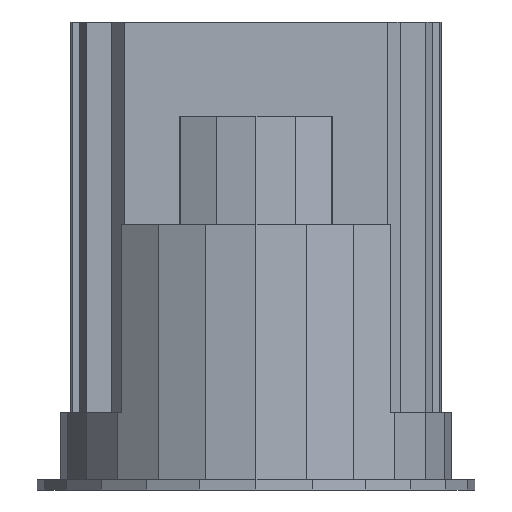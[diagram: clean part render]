
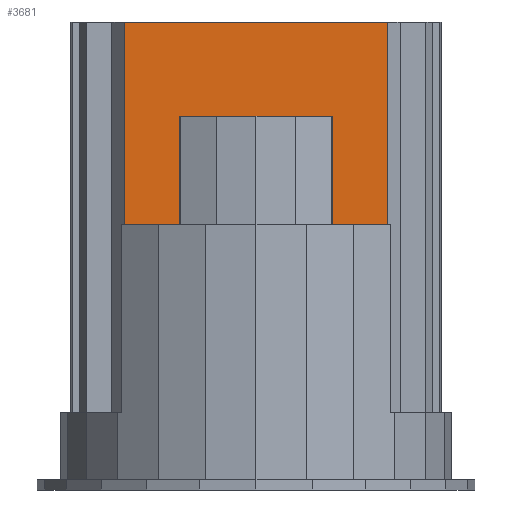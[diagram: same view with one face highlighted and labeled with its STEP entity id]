
A CAD part, left-side view. The second image highlights one B-rep face of the part: STEP entity #3681.
In plain terms, the highlighted planar face has unit normal (-1, 0, 0).
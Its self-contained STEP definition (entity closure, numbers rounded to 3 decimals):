
#23=FACE_OUTER_BOUND('',#210,.T.);
#210=EDGE_LOOP('',(#2419,#2420,#2421,#2422,#2423,#2424,#2425,#2426,#2427,
#2428,#2429,#2430));
#415=LINE('',#5043,#961);
#417=LINE('',#5047,#963);
#418=LINE('',#5049,#964);
#419=LINE('',#5051,#965);
#420=LINE('',#5053,#966);
#421=LINE('',#5055,#967);
#422=LINE('',#5057,#968);
#423=LINE('',#5059,#969);
#424=LINE('',#5061,#970);
#425=LINE('',#5063,#971);
#426=LINE('',#5065,#972);
#427=LINE('',#5066,#973);
#961=VECTOR('',#4105,1000.);
#963=VECTOR('',#4109,1000.);
#964=VECTOR('',#4110,1000.);
#965=VECTOR('',#4111,1000.);
#966=VECTOR('',#4112,1000.);
#967=VECTOR('',#4113,1000.);
#968=VECTOR('',#4114,1000.);
#969=VECTOR('',#4115,1000.);
#970=VECTOR('',#4116,1000.);
#971=VECTOR('',#4117,1000.);
#972=VECTOR('',#4118,1000.);
#973=VECTOR('',#4119,1000.);
#1507=VERTEX_POINT('',#5040);
#1508=VERTEX_POINT('',#5042);
#1509=VERTEX_POINT('',#5046);
#1510=VERTEX_POINT('',#5048);
#1511=VERTEX_POINT('',#5050);
#1512=VERTEX_POINT('',#5052);
#1513=VERTEX_POINT('',#5054);
#1514=VERTEX_POINT('',#5056);
#1515=VERTEX_POINT('',#5058);
#1516=VERTEX_POINT('',#5060);
#1517=VERTEX_POINT('',#5062);
#1518=VERTEX_POINT('',#5064);
#1871=EDGE_CURVE('',#1508,#1507,#415,.T.);
#1873=EDGE_CURVE('',#1507,#1509,#417,.T.);
#1874=EDGE_CURVE('',#1510,#1509,#418,.T.);
#1875=EDGE_CURVE('',#1511,#1510,#419,.T.);
#1876=EDGE_CURVE('',#1512,#1511,#420,.T.);
#1877=EDGE_CURVE('',#1513,#1512,#421,.T.);
#1878=EDGE_CURVE('',#1514,#1513,#422,.T.);
#1879=EDGE_CURVE('',#1515,#1514,#423,.T.);
#1880=EDGE_CURVE('',#1516,#1515,#424,.T.);
#1881=EDGE_CURVE('',#1517,#1516,#425,.T.);
#1882=EDGE_CURVE('',#1518,#1517,#426,.T.);
#1883=EDGE_CURVE('',#1518,#1508,#427,.T.);
#2419=ORIENTED_EDGE('',*,*,#1871,.T.);
#2420=ORIENTED_EDGE('',*,*,#1873,.T.);
#2421=ORIENTED_EDGE('',*,*,#1874,.F.);
#2422=ORIENTED_EDGE('',*,*,#1875,.F.);
#2423=ORIENTED_EDGE('',*,*,#1876,.F.);
#2424=ORIENTED_EDGE('',*,*,#1877,.F.);
#2425=ORIENTED_EDGE('',*,*,#1878,.F.);
#2426=ORIENTED_EDGE('',*,*,#1879,.F.);
#2427=ORIENTED_EDGE('',*,*,#1880,.F.);
#2428=ORIENTED_EDGE('',*,*,#1881,.F.);
#2429=ORIENTED_EDGE('',*,*,#1882,.F.);
#2430=ORIENTED_EDGE('',*,*,#1883,.T.);
#3494=PLANE('',#3891);
#3681=ADVANCED_FACE('',(#23),#3494,.F.);
#3891=AXIS2_PLACEMENT_3D('',#5045,#4107,#4108);
#4105=DIRECTION('',(0.,1.,0.));
#4107=DIRECTION('center_axis',(1.,0.,0.));
#4108=DIRECTION('ref_axis',(0.,0.,-1.));
#4109=DIRECTION('',(0.,0.,-1.));
#4110=DIRECTION('',(0.,1.,0.));
#4111=DIRECTION('',(0.,0.,1.));
#4112=DIRECTION('',(0.,1.,0.));
#4113=DIRECTION('',(0.,0.,-1.));
#4114=DIRECTION('',(0.,1.,0.));
#4115=DIRECTION('',(0.,0.,1.));
#4116=DIRECTION('',(0.,1.,0.));
#4117=DIRECTION('',(0.,0.,-1.));
#4118=DIRECTION('',(0.,1.,0.));
#4119=DIRECTION('',(0.,0.,1.));
#5040=CARTESIAN_POINT('',(-19.377,19.49,68.));
#5042=CARTESIAN_POINT('',(-19.377,-19.49,68.));
#5043=CARTESIAN_POINT('',(-19.377,0.,68.));
#5045=CARTESIAN_POINT('Origin',(-19.377,0.,
46.5));
#5046=CARTESIAN_POINT('',(-19.377,19.49,38.));
#5047=CARTESIAN_POINT('',(-19.377,19.49,23.25));
#5048=CARTESIAN_POINT('',(-19.377,18.706,38.));
#5049=CARTESIAN_POINT('',(-19.377,0.,38.));
#5050=CARTESIAN_POINT('',(-19.377,18.706,10.));
#5051=CARTESIAN_POINT('',(-19.377,18.706,35.25));
#5052=CARTESIAN_POINT('',(-19.377,11.378,10.));
#5053=CARTESIAN_POINT('',(-19.377,0.,10.));
#5054=CARTESIAN_POINT('',(-19.377,11.378,54.));
#5055=CARTESIAN_POINT('',(-19.377,11.378,39.25));
#5056=CARTESIAN_POINT('',(-19.377,-11.378,54.));
#5057=CARTESIAN_POINT('',(-19.377,0.,54.));
#5058=CARTESIAN_POINT('',(-19.377,-11.378,10.));
#5059=CARTESIAN_POINT('',(-19.377,-11.378,39.25));
#5060=CARTESIAN_POINT('',(-19.377,-18.706,10.));
#5061=CARTESIAN_POINT('',(-19.377,0.,10.));
#5062=CARTESIAN_POINT('',(-19.377,-18.706,38.));
#5063=CARTESIAN_POINT('',(-19.377,-18.706,35.25));
#5064=CARTESIAN_POINT('',(-19.377,-19.49,38.));
#5065=CARTESIAN_POINT('',(-19.377,0.,38.));
#5066=CARTESIAN_POINT('',(-19.377,-19.49,23.25));
